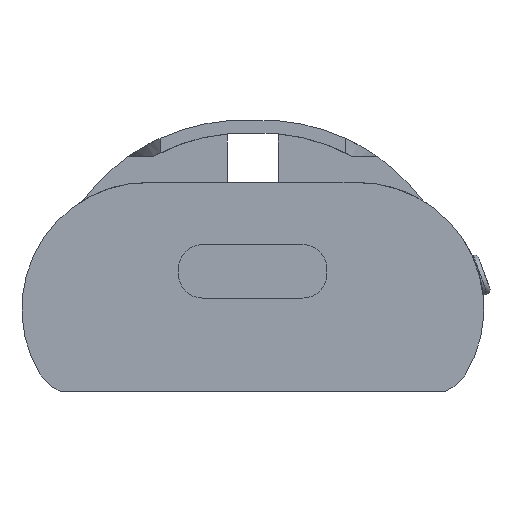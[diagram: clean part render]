
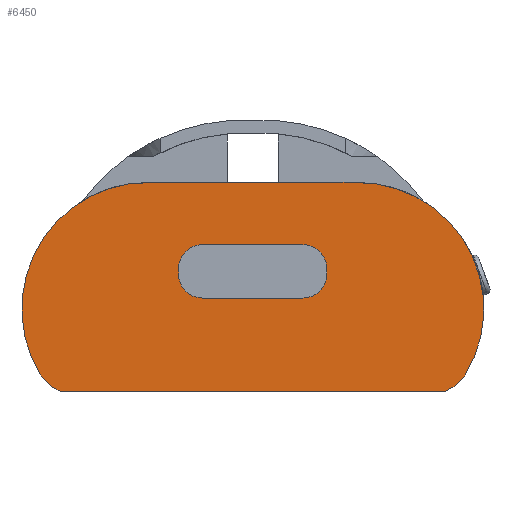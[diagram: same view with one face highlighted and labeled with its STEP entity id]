
A CAD part, front view. The second image highlights one B-rep face of the part: STEP entity #6450.
In plain terms, the highlighted planar face has unit normal (0, -1, 0).
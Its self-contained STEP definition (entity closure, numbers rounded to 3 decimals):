
#41=FACE_BOUND('',#1137,.T.);
#129=PLANE('',#6702);
#351=CIRCLE('',#6542,1.45);
#353=CIRCLE('',#6546,1.45);
#355=CIRCLE('',#6549,1.45);
#357=CIRCLE('',#6553,1.45);
#387=CIRCLE('',#6633,3.054);
#413=CIRCLE('',#6697,7.725);
#414=CIRCLE('',#6701,7.725);
#415=CIRCLE('',#6703,3.054);
#760=FACE_OUTER_BOUND('',#1136,.T.);
#1136=EDGE_LOOP('',(#5971,#5972,#5973,#5974,#5975,#5976));
#1137=EDGE_LOOP('',(#5977,#5978,#5979,#5980,#5981,#5982,#5983,#5984));
#1860=LINE('',#14416,#2290);
#1866=LINE('',#14429,#2296);
#1870=LINE('',#14441,#2300);
#1874=LINE('',#14456,#2304);
#1951=LINE('',#15741,#2381);
#2009=LINE('',#15972,#2439);
#2290=VECTOR('',#7090,10.);
#2296=VECTOR('',#7098,10.);
#2300=VECTOR('',#7110,10.);
#2304=VECTOR('',#7128,10.);
#2381=VECTOR('',#7365,10.);
#2439=VECTOR('',#7531,10.);
#2934=VERTEX_POINT('',#14414);
#2935=VERTEX_POINT('',#14415);
#2940=VERTEX_POINT('',#14426);
#2941=VERTEX_POINT('',#14428);
#2943=VERTEX_POINT('',#14434);
#2945=VERTEX_POINT('',#14440);
#2947=VERTEX_POINT('',#14449);
#2949=VERTEX_POINT('',#14455);
#3030=VERTEX_POINT('',#15738);
#3031=VERTEX_POINT('',#15740);
#3032=VERTEX_POINT('',#15745);
#3093=VERTEX_POINT('',#15969);
#3094=VERTEX_POINT('',#15971);
#3103=VERTEX_POINT('',#16093);
#3794=EDGE_CURVE('',#2934,#2935,#1860,.T.);
#3800=EDGE_CURVE('',#2941,#2940,#1866,.T.);
#3803=EDGE_CURVE('',#2943,#2941,#351,.T.);
#3806=EDGE_CURVE('',#2945,#2943,#1870,.T.);
#3809=EDGE_CURVE('',#2935,#2945,#353,.T.);
#3811=EDGE_CURVE('',#2934,#2947,#355,.T.);
#3814=EDGE_CURVE('',#2949,#2947,#1874,.T.);
#3817=EDGE_CURVE('',#2940,#2949,#357,.T.);
#3952=EDGE_CURVE('',#3030,#3031,#1951,.T.);
#3954=EDGE_CURVE('',#3032,#3031,#387,.T.);
#4043=EDGE_CURVE('',#3094,#3093,#2009,.T.);
#4068=EDGE_CURVE('',#3093,#3032,#413,.T.);
#4070=EDGE_CURVE('',#3103,#3094,#414,.T.);
#4072=EDGE_CURVE('',#3030,#3103,#415,.T.);
#5971=ORIENTED_EDGE('',*,*,#4072,.T.);
#5972=ORIENTED_EDGE('',*,*,#4070,.T.);
#5973=ORIENTED_EDGE('',*,*,#4043,.T.);
#5974=ORIENTED_EDGE('',*,*,#4068,.T.);
#5975=ORIENTED_EDGE('',*,*,#3954,.T.);
#5976=ORIENTED_EDGE('',*,*,#3952,.F.);
#5977=ORIENTED_EDGE('',*,*,#3811,.F.);
#5978=ORIENTED_EDGE('',*,*,#3794,.T.);
#5979=ORIENTED_EDGE('',*,*,#3809,.T.);
#5980=ORIENTED_EDGE('',*,*,#3806,.T.);
#5981=ORIENTED_EDGE('',*,*,#3803,.T.);
#5982=ORIENTED_EDGE('',*,*,#3800,.T.);
#5983=ORIENTED_EDGE('',*,*,#3817,.T.);
#5984=ORIENTED_EDGE('',*,*,#3814,.T.);
#6450=ADVANCED_FACE('',(#760,#41),#129,.F.);
#6542=AXIS2_PLACEMENT_3D('',#14435,#7104,#7105);
#6546=AXIS2_PLACEMENT_3D('',#14445,#7116,#7117);
#6549=AXIS2_PLACEMENT_3D('',#14450,#7122,#7123);
#6553=AXIS2_PLACEMENT_3D('',#14460,#7134,#7135);
#6633=AXIS2_PLACEMENT_3D('',#15746,#7371,#7372);
#6697=AXIS2_PLACEMENT_3D('',#16088,#7575,#7576);
#6701=AXIS2_PLACEMENT_3D('',#16094,#7584,#7585);
#6702=AXIS2_PLACEMENT_3D('',#16096,#7587,#7588);
#6703=AXIS2_PLACEMENT_3D('',#16097,#7589,#7590);
#7090=DIRECTION('',(1.,0.,0.));
#7098=DIRECTION('',(-1.,0.,0.));
#7104=DIRECTION('center_axis',(0.,1.,0.));
#7105=DIRECTION('ref_axis',(0.,0.,-1.));
#7110=DIRECTION('',(0.,0.,-1.));
#7116=DIRECTION('center_axis',(0.,1.,0.));
#7117=DIRECTION('ref_axis',(1.,0.,0.));
#7122=DIRECTION('center_axis',(0.,-1.,0.));
#7123=DIRECTION('ref_axis',(0.,0.,1.));
#7128=DIRECTION('',(0.,0.,1.));
#7134=DIRECTION('center_axis',(0.,1.,0.));
#7135=DIRECTION('ref_axis',(-1.,0.,0.));
#7365=DIRECTION('',(-1.,0.,0.));
#7371=DIRECTION('center_axis',(0.,-1.,0.));
#7372=DIRECTION('ref_axis',(-0.419,0.,-0.908));
#7531=DIRECTION('',(-1.,0.,0.));
#7575=DIRECTION('center_axis',(0.,-1.,0.));
#7576=DIRECTION('ref_axis',(0.011,0.,1.));
#7584=DIRECTION('center_axis',(0.,-1.,0.));
#7585=DIRECTION('ref_axis',(0.853,0.,-0.522));
#7587=DIRECTION('center_axis',(0.,1.,0.));
#7588=DIRECTION('ref_axis',(1.,0.,0.));
#7589=DIRECTION('center_axis',(0.,-1.,0.));
#7590=DIRECTION('ref_axis',(0.814,0.,-0.581));
#14414=CARTESIAN_POINT('',(-3.083,-16.8,0.96));
#14415=CARTESIAN_POINT('',(3.067,-16.8,0.96));
#14416=CARTESIAN_POINT('',(-3.083,-16.8,0.96));
#14426=CARTESIAN_POINT('',(-3.083,-16.8,-2.3));
#14428=CARTESIAN_POINT('',(3.067,-16.8,-2.3));
#14429=CARTESIAN_POINT('',(7.721,-16.8,-2.3));
#14434=CARTESIAN_POINT('',(4.517,-16.8,-0.85));
#14435=CARTESIAN_POINT('Origin',(3.067,-16.8,-0.85));
#14440=CARTESIAN_POINT('',(4.517,-16.8,-0.49));
#14441=CARTESIAN_POINT('',(4.517,-16.8,-3.995));
#14445=CARTESIAN_POINT('Origin',(3.067,-16.8,-0.49));
#14449=CARTESIAN_POINT('',(-4.533,-16.8,-0.49));
#14450=CARTESIAN_POINT('Origin',(-3.083,-16.8,-0.49));
#14455=CARTESIAN_POINT('',(-4.533,-16.8,-0.85));
#14456=CARTESIAN_POINT('',(-4.533,-16.8,-4.175));
#14460=CARTESIAN_POINT('Origin',(-3.083,-16.8,-0.85));
#15738=CARTESIAN_POINT('',(11.772,-16.8,-8.));
#15740=CARTESIAN_POINT('',(-11.772,-16.8,-8.));
#15741=CARTESIAN_POINT('',(-12.98,-16.8,-8.));
#15745=CARTESIAN_POINT('',(-12.98,-16.8,-7.));
#15746=CARTESIAN_POINT('Origin',(-10.493,-16.8,-5.227));
#15969=CARTESIAN_POINT('',(-6.307,-16.8,4.76));
#15971=CARTESIAN_POINT('',(6.307,-16.8,4.76));
#15972=CARTESIAN_POINT('',(6.307,-16.8,4.76));
#16088=CARTESIAN_POINT('Origin',(-6.393,-16.8,-2.964));
#16093=CARTESIAN_POINT('',(12.98,-16.8,-7.));
#16094=CARTESIAN_POINT('Origin',(6.393,-16.8,-2.964));
#16096=CARTESIAN_POINT('Origin',(12.376,-16.8,-7.5));
#16097=CARTESIAN_POINT('Origin',(10.493,-16.8,-5.227));
